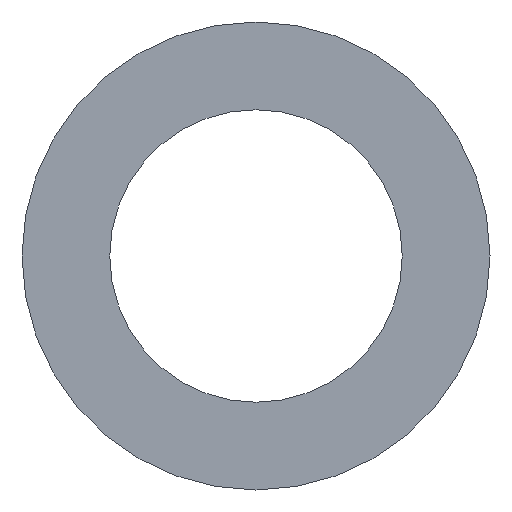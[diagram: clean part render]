
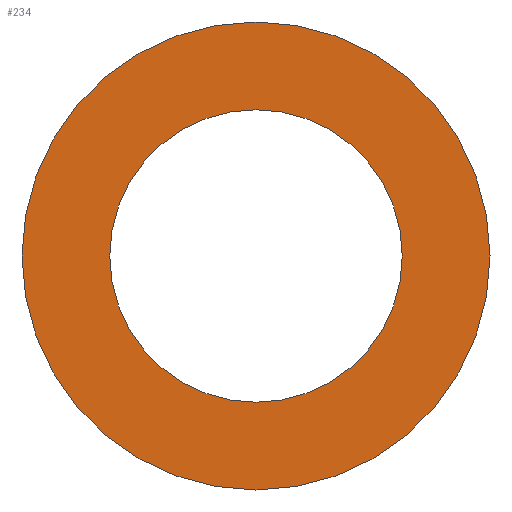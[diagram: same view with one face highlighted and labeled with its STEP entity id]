
A CAD part, left-side view. The second image highlights one B-rep face of the part: STEP entity #234.
In plain terms, the highlighted planar face has unit normal (-1, 0, 0).
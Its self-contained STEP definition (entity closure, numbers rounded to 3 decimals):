
#18 = CARTESIAN_POINT ( 'NONE',  ( 0., 0., 0. ) ) ;
#22 = CARTESIAN_POINT ( 'NONE',  ( 0., 0., -2.5 ) ) ;
#27 = CIRCLE ( 'NONE', #134, 2.5 ) ;
#41 = DIRECTION ( 'NONE',  ( 0., 0., -1. ) ) ;
#43 = PLANE ( 'NONE',  #54 ) ;
#51 = VERTEX_POINT ( 'NONE', #201 ) ;
#54 = AXIS2_PLACEMENT_3D ( 'NONE', #143, #304, #164 ) ;
#57 = EDGE_LOOP ( 'NONE', ( #279, #247 ) ) ;
#62 = FACE_BOUND ( 'NONE', #100, .T. ) ;
#68 = DIRECTION ( 'NONE',  ( 0., 0., -1. ) ) ;
#77 = AXIS2_PLACEMENT_3D ( 'NONE', #142, #303, #163 ) ;
#81 = DIRECTION ( 'NONE',  ( 1., 0., 0. ) ) ;
#84 = AXIS2_PLACEMENT_3D ( 'NONE', #238, #81, #262 ) ;
#93 = CARTESIAN_POINT ( 'NONE',  ( 0., 0., 0. ) ) ;
#97 = AXIS2_PLACEMENT_3D ( 'NONE', #18, #188, #41 ) ;
#100 = EDGE_LOOP ( 'NONE', ( #249, #133 ) ) ;
#107 = VERTEX_POINT ( 'NONE', #156 ) ;
#121 = VERTEX_POINT ( 'NONE', #171 ) ;
#126 = CIRCLE ( 'NONE', #97, 4. ) ;
#133 = ORIENTED_EDGE ( 'NONE', *, *, #230, .T. ) ;
#134 = AXIS2_PLACEMENT_3D ( 'NONE', #93, #167, #68 ) ;
#142 = CARTESIAN_POINT ( 'NONE',  ( 0., 0., 0. ) ) ;
#143 = CARTESIAN_POINT ( 'NONE',  ( 0., 0., 0. ) ) ;
#156 = CARTESIAN_POINT ( 'NONE',  ( 0., 0., -4. ) ) ;
#158 = CIRCLE ( 'NONE', #77, 2.5 ) ;
#163 = DIRECTION ( 'NONE',  ( 0., 0., -1. ) ) ;
#164 = DIRECTION ( 'NONE',  ( 0., 0., -1. ) ) ;
#167 = DIRECTION ( 'NONE',  ( 1., 0., 0. ) ) ;
#171 = CARTESIAN_POINT ( 'NONE',  ( 0., 0., 2.5 ) ) ;
#180 = FACE_OUTER_BOUND ( 'NONE', #57, .T. ) ;
#187 = EDGE_CURVE ( 'NONE', #121, #275, #27, .T. ) ;
#188 = DIRECTION ( 'NONE',  ( 1., 0., 0. ) ) ;
#201 = CARTESIAN_POINT ( 'NONE',  ( 0., 0., 4. ) ) ;
#205 = EDGE_CURVE ( 'NONE', #107, #51, #126, .T. ) ;
#227 = EDGE_CURVE ( 'NONE', #51, #107, #254, .T. ) ;
#230 = EDGE_CURVE ( 'NONE', #275, #121, #158, .T. ) ;
#234 = ADVANCED_FACE ( 'NONE', ( #180, #62 ), #43, .F. ) ;
#238 = CARTESIAN_POINT ( 'NONE',  ( 0., 0., 0. ) ) ;
#247 = ORIENTED_EDGE ( 'NONE', *, *, #205, .F. ) ;
#249 = ORIENTED_EDGE ( 'NONE', *, *, #187, .T. ) ;
#254 = CIRCLE ( 'NONE', #84, 4. ) ;
#262 = DIRECTION ( 'NONE',  ( 0., 0., -1. ) ) ;
#275 = VERTEX_POINT ( 'NONE', #22 ) ;
#279 = ORIENTED_EDGE ( 'NONE', *, *, #227, .F. ) ;
#303 = DIRECTION ( 'NONE',  ( 1., 0., 0. ) ) ;
#304 = DIRECTION ( 'NONE',  ( 1., 0., 0. ) ) ;
